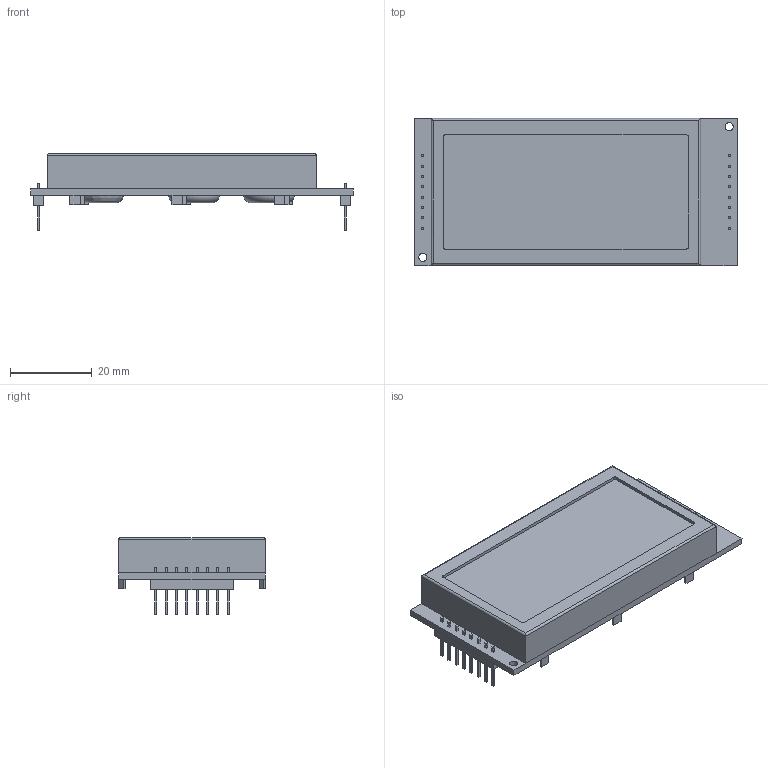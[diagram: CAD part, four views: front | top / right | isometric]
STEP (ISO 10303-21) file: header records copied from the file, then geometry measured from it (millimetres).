
FILE_DESCRIPTION(/* description */ (''),/* implementation_level */ '2;1');
FILE_NAME(/* name */ 'NHD-0420H1Z.step',/* time_stamp */ '2022-08-12T15:34:19+01:00',/* author */ (''),/* organization */ (''),/* preprocessor_version */ 'ST-DEVELOPER v19',/* originating_system */ 'Autodesk Translation Framework v11.7.0.108',/* authorisation */ '');
FILE_SCHEMA (('AUTOMOTIVE_DESIGN { 1 0 10303 214 3 1 1 }'));
Length unit declared in the file: millimetre
Products named in the file (1): NHD-0420H1Z
Bounding box: 79 x 36 x 18.74 mm (x, y, z)
Volume: 24467.7 mm3; surface area: 8619.7 mm2
Topology: 1 solids, 1 shells, 246 faces, 598 edges, 392 vertices
Faces by surface type: plane 232, cylinder 10, torus 3, bspline 1
Full cylindrical faces by diameter (mm): 2 x2
Entity records: 7256 total; most frequent: CARTESIAN_POINT 1285, ORIENTED_EDGE 1196, DIRECTION 1118, EDGE_CURVE 598, LINE 570, VECTOR 570, VERTEX_POINT 392, EDGE_LOOP 288
